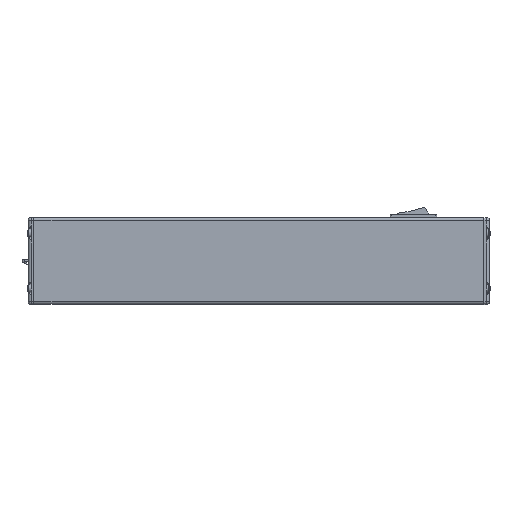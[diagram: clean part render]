
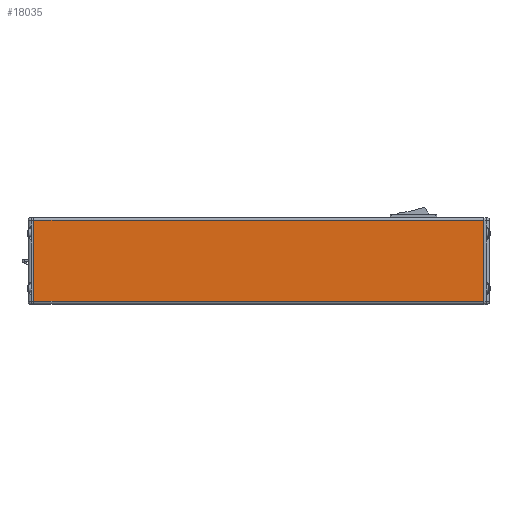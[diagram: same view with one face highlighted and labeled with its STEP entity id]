
A CAD part, top view. The second image highlights one B-rep face of the part: STEP entity #18035.
In plain terms, the highlighted planar face has unit normal (0, 0, 1).
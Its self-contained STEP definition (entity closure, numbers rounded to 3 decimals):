
#2558=ORIENTED_EDGE('',*,*,#5920,.F.);
#2559=ORIENTED_EDGE('',*,*,#6016,.F.);
#2560=ORIENTED_EDGE('',*,*,#6017,.T.);
#2561=ORIENTED_EDGE('',*,*,#6018,.T.);
#5920=EDGE_CURVE('',#7660,#7661,#8729,.T.);
#6016=EDGE_CURVE('',#7708,#7660,#8792,.T.);
#6017=EDGE_CURVE('',#7708,#7709,#8793,.T.);
#6018=EDGE_CURVE('',#7709,#7661,#8794,.T.);
#7660=VERTEX_POINT('',#26130);
#7661=VERTEX_POINT('',#26132);
#7708=VERTEX_POINT('',#26323);
#7709=VERTEX_POINT('',#26327);
#8729=LINE('',#26131,#9755);
#8792=LINE('',#26324,#9818);
#8793=LINE('',#26326,#9819);
#8794=LINE('',#26328,#9820);
#9755=VECTOR('',#21628,1000.);
#9818=VECTOR('',#21855,1000.);
#9819=VECTOR('',#21858,1000.);
#9820=VECTOR('',#21859,1000.);
#10513=EDGE_LOOP('',(#2558,#2559,#2560,#2561));
#11411=FACE_BOUND('',#10513,.T.);
#12230=PLANE('',#19168);
#18035=ADVANCED_FACE('',(#11411),#12230,.T.);
#19168=AXIS2_PLACEMENT_3D('',#26325,#21856,#21857);
#21628=DIRECTION('',(0.,1.,0.));
#21855=DIRECTION('',(-1.,0.,0.));
#21856=DIRECTION('',(0.,0.,1.));
#21857=DIRECTION('',(1.,0.,0.));
#21858=DIRECTION('',(0.,1.,0.));
#21859=DIRECTION('',(-1.,0.,0.));
#26130=CARTESIAN_POINT('',(4.,1.995,29.895));
#26131=CARTESIAN_POINT('',(4.,1.995,29.895));
#26132=CARTESIAN_POINT('',(4.,57.607,29.895));
#26323=CARTESIAN_POINT('',(313.,1.995,29.895));
#26324=CARTESIAN_POINT('',(313.,1.995,29.895));
#26325=CARTESIAN_POINT('',(313.,1.995,29.895));
#26326=CARTESIAN_POINT('',(313.,1.995,29.895));
#26327=CARTESIAN_POINT('',(313.,57.607,29.895));
#26328=CARTESIAN_POINT('',(313.,57.607,29.895));
